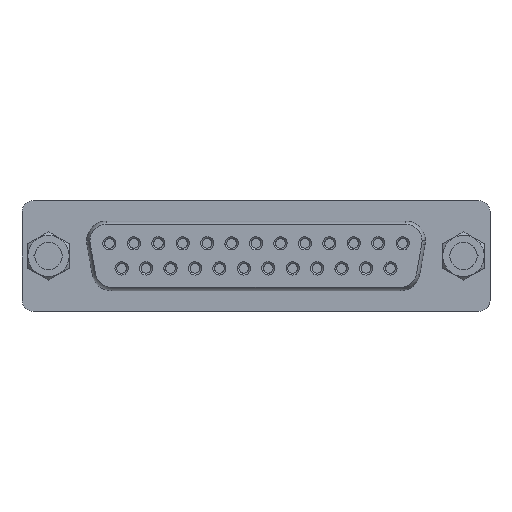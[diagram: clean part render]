
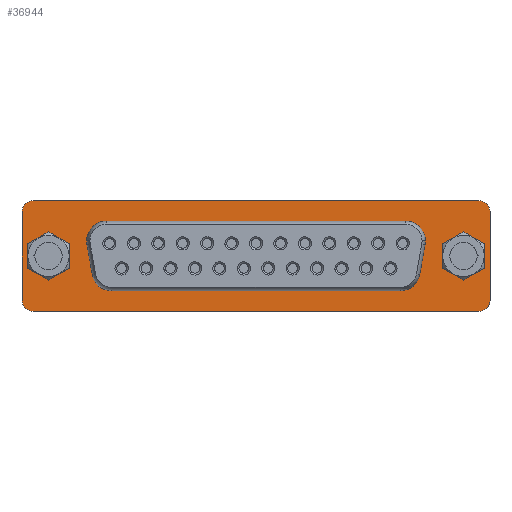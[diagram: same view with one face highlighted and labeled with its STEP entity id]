
A CAD part, top view. The second image highlights one B-rep face of the part: STEP entity #36944.
In plain terms, the highlighted planar face has unit normal (0, 0, 1).
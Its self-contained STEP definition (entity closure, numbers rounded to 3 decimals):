
#35496=AXIS2_PLACEMENT_3D('Circle Axis2P3D',#35494,#35495,$) ;
#35544=AXIS2_PLACEMENT_3D('Circle Axis2P3D',#35542,#35543,$) ;
#35592=AXIS2_PLACEMENT_3D('Circle Axis2P3D',#35590,#35591,$) ;
#35640=AXIS2_PLACEMENT_3D('Circle Axis2P3D',#35638,#35639,$) ;
#36511=AXIS2_PLACEMENT_3D('Circle Axis2P3D',#36509,#36510,$) ;
#36565=AXIS2_PLACEMENT_3D('Circle Axis2P3D',#36563,#36564,$) ;
#36842=AXIS2_PLACEMENT_3D('Plane Axis2P3D',#36839,#36840,#36841) ;
#36873=AXIS2_PLACEMENT_3D('Circle Axis2P3D',#36871,#36872,$) ;
#36887=AXIS2_PLACEMENT_3D('Circle Axis2P3D',#36885,#36886,$) ;
#36894=AXIS2_PLACEMENT_3D('Circle Axis2P3D',#36892,#36893,$) ;
#36908=AXIS2_PLACEMENT_3D('Circle Axis2P3D',#36906,#36907,$) ;
#36915=AXIS2_PLACEMENT_3D('Circle Axis2P3D',#36913,#36914,$) ;
#36929=AXIS2_PLACEMENT_3D('Circle Axis2P3D',#36927,#36928,$) ;
#35491=CARTESIAN_POINT('Vertex',(1.25,0.,11.06)) ;
#35494=CARTESIAN_POINT('Axis2P3D Location',(1.25,1.25,11.06)) ;
#35498=CARTESIAN_POINT('Vertex',(0.,1.25,11.06)) ;
#35518=CARTESIAN_POINT('Line Origine',(0.,6.275,11.06)) ;
#35522=CARTESIAN_POINT('Vertex',(0.,11.3,11.06)) ;
#35542=CARTESIAN_POINT('Axis2P3D Location',(1.25,11.3,11.06)) ;
#35546=CARTESIAN_POINT('Vertex',(1.25,12.55,11.06)) ;
#35566=CARTESIAN_POINT('Line Origine',(26.525,12.55,11.06)) ;
#35570=CARTESIAN_POINT('Vertex',(51.8,12.55,11.06)) ;
#35590=CARTESIAN_POINT('Axis2P3D Location',(51.8,11.3,11.06)) ;
#35594=CARTESIAN_POINT('Vertex',(53.05,11.3,11.06)) ;
#35614=CARTESIAN_POINT('Line Origine',(53.05,6.275,11.06)) ;
#35618=CARTESIAN_POINT('Vertex',(53.05,1.25,11.06)) ;
#35638=CARTESIAN_POINT('Axis2P3D Location',(51.8,1.25,11.06)) ;
#35642=CARTESIAN_POINT('Vertex',(51.8,0.,11.06)) ;
#35662=CARTESIAN_POINT('Line Origine',(26.525,0.,11.06)) ;
#36499=CARTESIAN_POINT('Vertex',(1.455,6.275,11.06)) ;
#36506=CARTESIAN_POINT('Vertex',(4.555,6.275,11.06)) ;
#36509=CARTESIAN_POINT('Axis2P3D Location',(3.005,6.275,11.06)) ;
#36527=CARTESIAN_POINT('Control Point',(1.455,6.275,11.06)) ;
#36528=CARTESIAN_POINT('Control Point',(1.455,5.788,11.06)) ;
#36529=CARTESIAN_POINT('Control Point',(1.646,5.301,11.06)) ;
#36530=CARTESIAN_POINT('Control Point',(2.031,4.916,11.06)) ;
#36531=CARTESIAN_POINT('Control Point',(3.005,4.534,11.06)) ;
#36532=CARTESIAN_POINT('Control Point',(3.979,4.916,11.06)) ;
#36533=CARTESIAN_POINT('Control Point',(4.364,5.301,11.06)) ;
#36534=CARTESIAN_POINT('Control Point',(4.555,5.788,11.06)) ;
#36535=CARTESIAN_POINT('Control Point',(4.555,6.275,11.06)) ;
#36553=CARTESIAN_POINT('Vertex',(48.495,6.275,11.06)) ;
#36560=CARTESIAN_POINT('Vertex',(51.595,6.275,11.06)) ;
#36563=CARTESIAN_POINT('Axis2P3D Location',(50.045,6.275,11.06)) ;
#36581=CARTESIAN_POINT('Control Point',(48.495,6.275,11.06)) ;
#36582=CARTESIAN_POINT('Control Point',(48.495,5.788,11.06)) ;
#36583=CARTESIAN_POINT('Control Point',(48.686,5.301,11.06)) ;
#36584=CARTESIAN_POINT('Control Point',(49.071,4.916,11.06)) ;
#36585=CARTESIAN_POINT('Control Point',(50.045,4.534,11.06)) ;
#36586=CARTESIAN_POINT('Control Point',(51.019,4.916,11.06)) ;
#36587=CARTESIAN_POINT('Control Point',(51.404,5.301,11.06)) ;
#36588=CARTESIAN_POINT('Control Point',(51.595,5.788,11.06)) ;
#36589=CARTESIAN_POINT('Control Point',(51.595,6.275,11.06)) ;
#36839=CARTESIAN_POINT('Axis2P3D Location',(1.25,1.25,11.06)) ;
#36862=CARTESIAN_POINT('Line Origine',(26.525,2.325,11.06)) ;
#36866=CARTESIAN_POINT('Vertex',(10.175,2.325,11.06)) ;
#36868=CARTESIAN_POINT('Vertex',(42.875,2.325,11.06)) ;
#36871=CARTESIAN_POINT('Axis2P3D Location',(10.175,4.575,11.06)) ;
#36875=CARTESIAN_POINT('Vertex',(7.959,4.184,11.06)) ;
#36878=CARTESIAN_POINT('Line Origine',(7.659,5.884,11.06)) ;
#36882=CARTESIAN_POINT('Vertex',(7.359,7.584,11.06)) ;
#36885=CARTESIAN_POINT('Axis2P3D Location',(9.575,7.975,11.06)) ;
#36889=CARTESIAN_POINT('Vertex',(7.325,7.975,11.06)) ;
#36892=CARTESIAN_POINT('Axis2P3D Location',(9.575,7.975,11.06)) ;
#36896=CARTESIAN_POINT('Vertex',(9.575,10.225,11.06)) ;
#36899=CARTESIAN_POINT('Line Origine',(26.525,10.225,11.06)) ;
#36903=CARTESIAN_POINT('Vertex',(43.475,10.225,11.06)) ;
#36906=CARTESIAN_POINT('Axis2P3D Location',(43.475,7.975,11.06)) ;
#36910=CARTESIAN_POINT('Vertex',(45.725,7.975,11.06)) ;
#36913=CARTESIAN_POINT('Axis2P3D Location',(43.475,7.975,11.06)) ;
#36917=CARTESIAN_POINT('Vertex',(45.691,7.584,11.06)) ;
#36920=CARTESIAN_POINT('Line Origine',(45.391,5.884,11.06)) ;
#36924=CARTESIAN_POINT('Vertex',(45.091,4.184,11.06)) ;
#36927=CARTESIAN_POINT('Axis2P3D Location',(42.875,4.575,11.06)) ;
#35495=DIRECTION('Axis2P3D Direction',(0.,0.,-1.)) ;
#35519=DIRECTION('Vector Direction',(0.,-1.,0.)) ;
#35543=DIRECTION('Axis2P3D Direction',(0.,0.,-1.)) ;
#35567=DIRECTION('Vector Direction',(-1.,0.,0.)) ;
#35591=DIRECTION('Axis2P3D Direction',(0.,0.,-1.)) ;
#35615=DIRECTION('Vector Direction',(0.,1.,0.)) ;
#35639=DIRECTION('Axis2P3D Direction',(0.,0.,-1.)) ;
#35663=DIRECTION('Vector Direction',(1.,0.,0.)) ;
#36510=DIRECTION('Axis2P3D Direction',(0.,0.,1.)) ;
#36564=DIRECTION('Axis2P3D Direction',(0.,0.,1.)) ;
#36840=DIRECTION('Axis2P3D Direction',(0.,0.,1.)) ;
#36841=DIRECTION('Axis2P3D XDirection',(1.,0.,0.)) ;
#36863=DIRECTION('Vector Direction',(1.,0.,0.)) ;
#36872=DIRECTION('Axis2P3D Direction',(0.,0.,1.)) ;
#36879=DIRECTION('Vector Direction',(0.174,-0.985,0.)) ;
#36886=DIRECTION('Axis2P3D Direction',(0.,0.,1.)) ;
#36893=DIRECTION('Axis2P3D Direction',(0.,0.,1.)) ;
#36900=DIRECTION('Vector Direction',(-1.,0.,0.)) ;
#36907=DIRECTION('Axis2P3D Direction',(0.,0.,1.)) ;
#36914=DIRECTION('Axis2P3D Direction',(0.,0.,1.)) ;
#36921=DIRECTION('Vector Direction',(0.174,0.985,0.)) ;
#36928=DIRECTION('Axis2P3D Direction',(0.,0.,1.)) ;
#35520=VECTOR('Line Direction',#35519,1.) ;
#35568=VECTOR('Line Direction',#35567,1.) ;
#35616=VECTOR('Line Direction',#35615,1.) ;
#35664=VECTOR('Line Direction',#35663,1.) ;
#36864=VECTOR('Line Direction',#36863,1.) ;
#36880=VECTOR('Line Direction',#36879,1.) ;
#36901=VECTOR('Line Direction',#36900,1.) ;
#36922=VECTOR('Line Direction',#36921,1.) ;
#36845=ORIENTED_EDGE('',*,*,#35500,.T.) ;
#36846=ORIENTED_EDGE('',*,*,#35666,.T.) ;
#36847=ORIENTED_EDGE('',*,*,#35644,.T.) ;
#36848=ORIENTED_EDGE('',*,*,#35620,.T.) ;
#36849=ORIENTED_EDGE('',*,*,#35596,.T.) ;
#36850=ORIENTED_EDGE('',*,*,#35572,.T.) ;
#36851=ORIENTED_EDGE('',*,*,#35548,.T.) ;
#36852=ORIENTED_EDGE('',*,*,#35524,.T.) ;
#36855=ORIENTED_EDGE('',*,*,#36513,.F.) ;
#36856=ORIENTED_EDGE('',*,*,#36536,.F.) ;
#36859=ORIENTED_EDGE('',*,*,#36567,.F.) ;
#36860=ORIENTED_EDGE('',*,*,#36590,.F.) ;
#36933=ORIENTED_EDGE('',*,*,#36870,.F.) ;
#36934=ORIENTED_EDGE('',*,*,#36877,.F.) ;
#36935=ORIENTED_EDGE('',*,*,#36884,.F.) ;
#36936=ORIENTED_EDGE('',*,*,#36891,.F.) ;
#36937=ORIENTED_EDGE('',*,*,#36898,.F.) ;
#36938=ORIENTED_EDGE('',*,*,#36905,.F.) ;
#36939=ORIENTED_EDGE('',*,*,#36912,.F.) ;
#36940=ORIENTED_EDGE('',*,*,#36919,.F.) ;
#36941=ORIENTED_EDGE('',*,*,#36926,.F.) ;
#36942=ORIENTED_EDGE('',*,*,#36931,.F.) ;
#36857=FACE_BOUND('',#36854,.T.) ;
#36861=FACE_BOUND('',#36858,.T.) ;
#36943=FACE_BOUND('',#36932,.T.) ;
#36944=ADVANCED_FACE('LPattern2[3]',(#36853,#36857,#36861,#36943),#36843,.T.) ;
#36526=B_SPLINE_CURVE_WITH_KNOTS('',5,(#36527,#36528,#36529,#36530,#36531,#36532,#36533,#36534,#36535),.UNSPECIFIED.,.F.,.U.,(6,3,6),(-2.435,0.,2.435),.UNSPECIFIED.) ;
#36580=B_SPLINE_CURVE_WITH_KNOTS('',5,(#36581,#36582,#36583,#36584,#36585,#36586,#36587,#36588,#36589),.UNSPECIFIED.,.F.,.U.,(6,3,6),(-2.435,0.,2.435),.UNSPECIFIED.) ;
#35497=CIRCLE('generated circle',#35496,1.25) ;
#35545=CIRCLE('generated circle',#35544,1.25) ;
#35593=CIRCLE('generated circle',#35592,1.25) ;
#35641=CIRCLE('generated circle',#35640,1.25) ;
#36512=CIRCLE('generated circle',#36511,1.55) ;
#36566=CIRCLE('generated circle',#36565,1.55) ;
#36874=CIRCLE('generated circle',#36873,2.25) ;
#36888=CIRCLE('generated circle',#36887,2.25) ;
#36895=CIRCLE('generated circle',#36894,2.25) ;
#36909=CIRCLE('generated circle',#36908,2.25) ;
#36916=CIRCLE('generated circle',#36915,2.25) ;
#36930=CIRCLE('generated circle',#36929,2.25) ;
#35500=EDGE_CURVE('',#35499,#35492,#35497,.F.) ;
#35524=EDGE_CURVE('',#35523,#35499,#35521,.T.) ;
#35548=EDGE_CURVE('',#35547,#35523,#35545,.F.) ;
#35572=EDGE_CURVE('',#35571,#35547,#35569,.T.) ;
#35596=EDGE_CURVE('',#35595,#35571,#35593,.F.) ;
#35620=EDGE_CURVE('',#35619,#35595,#35617,.T.) ;
#35644=EDGE_CURVE('',#35643,#35619,#35641,.F.) ;
#35666=EDGE_CURVE('',#35492,#35643,#35665,.T.) ;
#36513=EDGE_CURVE('',#36507,#36500,#36512,.T.) ;
#36536=EDGE_CURVE('',#36500,#36507,#36526,.T.) ;
#36567=EDGE_CURVE('',#36561,#36554,#36566,.T.) ;
#36590=EDGE_CURVE('',#36554,#36561,#36580,.T.) ;
#36870=EDGE_CURVE('',#36867,#36869,#36865,.T.) ;
#36877=EDGE_CURVE('',#36876,#36867,#36874,.T.) ;
#36884=EDGE_CURVE('',#36883,#36876,#36881,.T.) ;
#36891=EDGE_CURVE('',#36890,#36883,#36888,.T.) ;
#36898=EDGE_CURVE('',#36897,#36890,#36895,.T.) ;
#36905=EDGE_CURVE('',#36904,#36897,#36902,.T.) ;
#36912=EDGE_CURVE('',#36911,#36904,#36909,.T.) ;
#36919=EDGE_CURVE('',#36918,#36911,#36916,.T.) ;
#36926=EDGE_CURVE('',#36925,#36918,#36923,.T.) ;
#36931=EDGE_CURVE('',#36869,#36925,#36930,.T.) ;
#36844=EDGE_LOOP('',(#36845,#36846,#36847,#36848,#36849,#36850,#36851,#36852)) ;
#36854=EDGE_LOOP('',(#36855,#36856)) ;
#36858=EDGE_LOOP('',(#36859,#36860)) ;
#36932=EDGE_LOOP('',(#36933,#36934,#36935,#36936,#36937,#36938,#36939,#36940,#36941,#36942)) ;
#36853=FACE_OUTER_BOUND('',#36844,.T.) ;
#35521=LINE('Line',#35518,#35520) ;
#35569=LINE('Line',#35566,#35568) ;
#35617=LINE('Line',#35614,#35616) ;
#35665=LINE('Line',#35662,#35664) ;
#36865=LINE('Line',#36862,#36864) ;
#36881=LINE('Line',#36878,#36880) ;
#36902=LINE('Line',#36899,#36901) ;
#36923=LINE('Line',#36920,#36922) ;
#36843=PLANE('',#36842) ;
#35492=VERTEX_POINT('',#35491) ;
#35499=VERTEX_POINT('',#35498) ;
#35523=VERTEX_POINT('',#35522) ;
#35547=VERTEX_POINT('',#35546) ;
#35571=VERTEX_POINT('',#35570) ;
#35595=VERTEX_POINT('',#35594) ;
#35619=VERTEX_POINT('',#35618) ;
#35643=VERTEX_POINT('',#35642) ;
#36500=VERTEX_POINT('',#36499) ;
#36507=VERTEX_POINT('',#36506) ;
#36554=VERTEX_POINT('',#36553) ;
#36561=VERTEX_POINT('',#36560) ;
#36867=VERTEX_POINT('',#36866) ;
#36869=VERTEX_POINT('',#36868) ;
#36876=VERTEX_POINT('',#36875) ;
#36883=VERTEX_POINT('',#36882) ;
#36890=VERTEX_POINT('',#36889) ;
#36897=VERTEX_POINT('',#36896) ;
#36904=VERTEX_POINT('',#36903) ;
#36911=VERTEX_POINT('',#36910) ;
#36918=VERTEX_POINT('',#36917) ;
#36925=VERTEX_POINT('',#36924) ;
